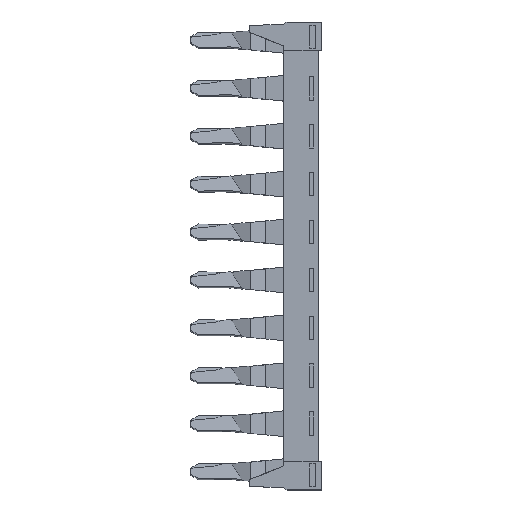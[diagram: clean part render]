
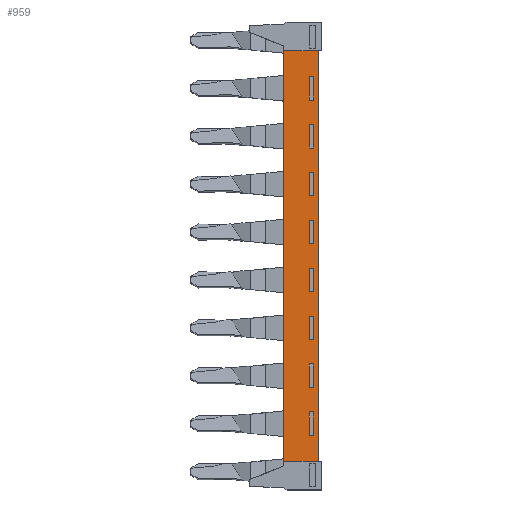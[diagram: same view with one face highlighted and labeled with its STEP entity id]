
A CAD part, top view. The second image highlights one B-rep face of the part: STEP entity #959.
In plain terms, the highlighted planar face has unit normal (0, 0, 1).
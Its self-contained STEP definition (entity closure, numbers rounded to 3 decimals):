
#532=FACE_BOUND('',#3044,.T.);
#533=FACE_BOUND('',#3045,.T.);
#534=FACE_BOUND('',#3046,.T.);
#535=FACE_BOUND('',#3047,.T.);
#536=FACE_BOUND('',#3048,.T.);
#537=FACE_BOUND('',#3049,.T.);
#538=FACE_BOUND('',#3050,.T.);
#539=FACE_BOUND('',#3051,.T.);
#540=FACE_BOUND('',#3052,.T.);
#959=ADVANCED_FACE('',(#532,#533,#534,#535,#536,#537,#538,#539,#540),#1740,
 .T.);
#1740=PLANE('',#14421);
#3044=EDGE_LOOP('',(#4119,#4120,#4121,#4122));
#3045=EDGE_LOOP('',(#4123,#4124,#4125,#4126));
#3046=EDGE_LOOP('',(#4127,#4128,#4129,#4130));
#3047=EDGE_LOOP('',(#4131,#4132,#4133,#4134));
#3048=EDGE_LOOP('',(#4135,#4136,#4137,#4138));
#3049=EDGE_LOOP('',(#4139,#4140,#4141,#4142));
#3050=EDGE_LOOP('',(#4143,#4144,#4145,#4146));
#3051=EDGE_LOOP('',(#4147,#4148,#4149,#4150));
#3052=EDGE_LOOP('',(#4151,#4152,#4153,#4154));
#4119=ORIENTED_EDGE('',*,*,#9407,.F.);
#4120=ORIENTED_EDGE('',*,*,#9276,.F.);
#4121=ORIENTED_EDGE('',*,*,#9408,.T.);
#4122=ORIENTED_EDGE('',*,*,#9290,.T.);
#4123=ORIENTED_EDGE('',*,*,#9409,.F.);
#4124=ORIENTED_EDGE('',*,*,#9410,.F.);
#4125=ORIENTED_EDGE('',*,*,#9411,.F.);
#4126=ORIENTED_EDGE('',*,*,#9412,.F.);
#4127=ORIENTED_EDGE('',*,*,#9413,.F.);
#4128=ORIENTED_EDGE('',*,*,#9414,.F.);
#4129=ORIENTED_EDGE('',*,*,#9415,.F.);
#4130=ORIENTED_EDGE('',*,*,#9416,.F.);
#4131=ORIENTED_EDGE('',*,*,#9417,.F.);
#4132=ORIENTED_EDGE('',*,*,#9418,.F.);
#4133=ORIENTED_EDGE('',*,*,#9419,.F.);
#4134=ORIENTED_EDGE('',*,*,#9420,.F.);
#4135=ORIENTED_EDGE('',*,*,#9421,.F.);
#4136=ORIENTED_EDGE('',*,*,#9422,.F.);
#4137=ORIENTED_EDGE('',*,*,#9423,.F.);
#4138=ORIENTED_EDGE('',*,*,#9424,.F.);
#4139=ORIENTED_EDGE('',*,*,#9397,.T.);
#4140=ORIENTED_EDGE('',*,*,#9398,.T.);
#4141=ORIENTED_EDGE('',*,*,#9392,.T.);
#4142=ORIENTED_EDGE('',*,*,#9395,.T.);
#4143=ORIENTED_EDGE('',*,*,#9377,.T.);
#4144=ORIENTED_EDGE('',*,*,#9378,.T.);
#4145=ORIENTED_EDGE('',*,*,#9372,.T.);
#4146=ORIENTED_EDGE('',*,*,#9375,.T.);
#4147=ORIENTED_EDGE('',*,*,#9357,.T.);
#4148=ORIENTED_EDGE('',*,*,#9358,.T.);
#4149=ORIENTED_EDGE('',*,*,#9352,.T.);
#4150=ORIENTED_EDGE('',*,*,#9355,.T.);
#4151=ORIENTED_EDGE('',*,*,#9337,.T.);
#4152=ORIENTED_EDGE('',*,*,#9338,.T.);
#4153=ORIENTED_EDGE('',*,*,#9332,.T.);
#4154=ORIENTED_EDGE('',*,*,#9335,.T.);
#7963=VERTEX_POINT('',#18570);
#7964=VERTEX_POINT('',#18571);
#7971=VERTEX_POINT('',#18595);
#7973=VERTEX_POINT('',#18598);
#8011=VERTEX_POINT('',#18680);
#8012=VERTEX_POINT('',#18682);
#8013=VERTEX_POINT('',#18686);
#8014=VERTEX_POINT('',#18690);
#8023=VERTEX_POINT('',#18722);
#8024=VERTEX_POINT('',#18724);
#8025=VERTEX_POINT('',#18728);
#8026=VERTEX_POINT('',#18732);
#8035=VERTEX_POINT('',#18764);
#8036=VERTEX_POINT('',#18766);
#8037=VERTEX_POINT('',#18770);
#8038=VERTEX_POINT('',#18774);
#8047=VERTEX_POINT('',#18806);
#8048=VERTEX_POINT('',#18808);
#8049=VERTEX_POINT('',#18812);
#8050=VERTEX_POINT('',#18816);
#8055=VERTEX_POINT('',#18841);
#8056=VERTEX_POINT('',#18842);
#8057=VERTEX_POINT('',#18844);
#8058=VERTEX_POINT('',#18846);
#8059=VERTEX_POINT('',#18849);
#8060=VERTEX_POINT('',#18850);
#8061=VERTEX_POINT('',#18852);
#8062=VERTEX_POINT('',#18854);
#8063=VERTEX_POINT('',#18857);
#8064=VERTEX_POINT('',#18858);
#8065=VERTEX_POINT('',#18860);
#8066=VERTEX_POINT('',#18862);
#8067=VERTEX_POINT('',#18865);
#8068=VERTEX_POINT('',#18866);
#8069=VERTEX_POINT('',#18868);
#8070=VERTEX_POINT('',#18870);
#9276=EDGE_CURVE('',#7963,#7964,#11331,.T.);
#9290=EDGE_CURVE('',#7973,#7971,#11345,.T.);
#9332=EDGE_CURVE('',#8012,#8011,#11387,.T.);
#9335=EDGE_CURVE('',#8011,#8013,#11390,.T.);
#9337=EDGE_CURVE('',#8013,#8014,#11392,.T.);
#9338=EDGE_CURVE('',#8014,#8012,#11393,.T.);
#9352=EDGE_CURVE('',#8024,#8023,#11407,.T.);
#9355=EDGE_CURVE('',#8023,#8025,#11410,.T.);
#9357=EDGE_CURVE('',#8025,#8026,#11412,.T.);
#9358=EDGE_CURVE('',#8026,#8024,#11413,.T.);
#9372=EDGE_CURVE('',#8036,#8035,#11427,.T.);
#9375=EDGE_CURVE('',#8035,#8037,#11430,.T.);
#9377=EDGE_CURVE('',#8037,#8038,#11432,.T.);
#9378=EDGE_CURVE('',#8038,#8036,#11433,.T.);
#9392=EDGE_CURVE('',#8048,#8047,#11447,.T.);
#9395=EDGE_CURVE('',#8047,#8049,#11450,.T.);
#9397=EDGE_CURVE('',#8049,#8050,#11452,.T.);
#9398=EDGE_CURVE('',#8050,#8048,#11453,.T.);
#9407=EDGE_CURVE('',#7964,#7971,#11462,.T.);
#9408=EDGE_CURVE('',#7963,#7973,#11463,.T.);
#9409=EDGE_CURVE('',#8055,#8056,#11464,.T.);
#9410=EDGE_CURVE('',#8057,#8055,#11465,.T.);
#9411=EDGE_CURVE('',#8058,#8057,#11466,.T.);
#9412=EDGE_CURVE('',#8056,#8058,#11467,.T.);
#9413=EDGE_CURVE('',#8059,#8060,#11468,.T.);
#9414=EDGE_CURVE('',#8061,#8059,#11469,.T.);
#9415=EDGE_CURVE('',#8062,#8061,#11470,.T.);
#9416=EDGE_CURVE('',#8060,#8062,#11471,.T.);
#9417=EDGE_CURVE('',#8063,#8064,#11472,.T.);
#9418=EDGE_CURVE('',#8065,#8063,#11473,.T.);
#9419=EDGE_CURVE('',#8066,#8065,#11474,.T.);
#9420=EDGE_CURVE('',#8064,#8066,#11475,.T.);
#9421=EDGE_CURVE('',#8067,#8068,#11476,.T.);
#9422=EDGE_CURVE('',#8069,#8067,#11477,.T.);
#9423=EDGE_CURVE('',#8070,#8069,#11478,.T.);
#9424=EDGE_CURVE('',#8068,#8070,#11479,.T.);
#11331=LINE('',#18569,#12884);
#11345=LINE('',#18597,#12898);
#11387=LINE('',#18681,#12940);
#11390=LINE('',#18687,#12943);
#11392=LINE('',#18691,#12945);
#11393=LINE('',#18693,#12946);
#11407=LINE('',#18723,#12960);
#11410=LINE('',#18729,#12963);
#11412=LINE('',#18733,#12965);
#11413=LINE('',#18735,#12966);
#11427=LINE('',#18765,#12980);
#11430=LINE('',#18771,#12983);
#11432=LINE('',#18775,#12985);
#11433=LINE('',#18777,#12986);
#11447=LINE('',#18807,#13000);
#11450=LINE('',#18813,#13003);
#11452=LINE('',#18817,#13005);
#11453=LINE('',#18819,#13006);
#11462=LINE('',#18838,#13015);
#11463=LINE('',#18839,#13016);
#11464=LINE('',#18840,#13017);
#11465=LINE('',#18843,#13018);
#11466=LINE('',#18845,#13019);
#11467=LINE('',#18847,#13020);
#11468=LINE('',#18848,#13021);
#11469=LINE('',#18851,#13022);
#11470=LINE('',#18853,#13023);
#11471=LINE('',#18855,#13024);
#11472=LINE('',#18856,#13025);
#11473=LINE('',#18859,#13026);
#11474=LINE('',#18861,#13027);
#11475=LINE('',#18863,#13028);
#11476=LINE('',#18864,#13029);
#11477=LINE('',#18867,#13030);
#11478=LINE('',#18869,#13031);
#11479=LINE('',#18871,#13032);
#12884=VECTOR('',#15293,1.);
#12898=VECTOR('',#15315,1.);
#12940=VECTOR('',#15363,1.);
#12943=VECTOR('',#15368,1.);
#12945=VECTOR('',#15372,1.);
#12946=VECTOR('',#15375,1.);
#12960=VECTOR('',#15403,1.);
#12963=VECTOR('',#15408,1.);
#12965=VECTOR('',#15412,1.);
#12966=VECTOR('',#15415,1.);
#12980=VECTOR('',#15443,1.);
#12983=VECTOR('',#15448,1.);
#12985=VECTOR('',#15452,1.);
#12986=VECTOR('',#15455,1.);
#13000=VECTOR('',#15483,1.);
#13003=VECTOR('',#15488,1.);
#13005=VECTOR('',#15492,1.);
#13006=VECTOR('',#15495,1.);
#13015=VECTOR('',#15516,1.);
#13016=VECTOR('',#15517,1.);
#13017=VECTOR('',#15518,1.);
#13018=VECTOR('',#15519,1.);
#13019=VECTOR('',#15520,1.);
#13020=VECTOR('',#15521,1.);
#13021=VECTOR('',#15522,1.);
#13022=VECTOR('',#15523,1.);
#13023=VECTOR('',#15524,1.);
#13024=VECTOR('',#15525,1.);
#13025=VECTOR('',#15526,1.);
#13026=VECTOR('',#15527,1.);
#13027=VECTOR('',#15528,1.);
#13028=VECTOR('',#15529,1.);
#13029=VECTOR('',#15530,1.);
#13030=VECTOR('',#15531,1.);
#13031=VECTOR('',#15532,1.);
#13032=VECTOR('',#15533,1.);
#14421=AXIS2_PLACEMENT_3D('',#18872,#15534,#15535);
#15293=DIRECTION('',(0.,1.,0.));
#15315=DIRECTION('',(0.,1.,0.));
#15363=DIRECTION('',(0.,-1.,0.));
#15368=DIRECTION('',(-1.,0.,0.));
#15372=DIRECTION('',(0.,1.,0.));
#15375=DIRECTION('',(1.,0.,0.));
#15403=DIRECTION('',(0.,-1.,0.));
#15408=DIRECTION('',(-1.,0.,0.));
#15412=DIRECTION('',(0.,1.,0.));
#15415=DIRECTION('',(1.,0.,0.));
#15443=DIRECTION('',(0.,-1.,0.));
#15448=DIRECTION('',(-1.,0.,0.));
#15452=DIRECTION('',(0.,1.,0.));
#15455=DIRECTION('',(1.,0.,0.));
#15483=DIRECTION('',(0.,-1.,0.));
#15488=DIRECTION('',(-1.,0.,0.));
#15492=DIRECTION('',(0.,1.,0.));
#15495=DIRECTION('',(1.,0.,0.));
#15516=DIRECTION('',(1.,0.,0.));
#15517=DIRECTION('',(1.,0.,0.));
#15518=DIRECTION('',(0.,-1.,0.));
#15519=DIRECTION('',(-1.,0.,0.));
#15520=DIRECTION('',(0.,1.,0.));
#15521=DIRECTION('',(1.,0.,0.));
#15522=DIRECTION('',(0.,-1.,0.));
#15523=DIRECTION('',(-1.,0.,0.));
#15524=DIRECTION('',(0.,1.,0.));
#15525=DIRECTION('',(1.,0.,0.));
#15526=DIRECTION('',(0.,-1.,0.));
#15527=DIRECTION('',(-1.,0.,0.));
#15528=DIRECTION('',(0.,1.,0.));
#15529=DIRECTION('',(1.,0.,0.));
#15530=DIRECTION('',(0.,-1.,0.));
#15531=DIRECTION('',(-1.,0.,0.));
#15532=DIRECTION('',(0.,1.,0.));
#15533=DIRECTION('',(1.,0.,0.));
#15534=DIRECTION('',(0.,0.,1.));
#15535=DIRECTION('',(-1.,0.,0.));
#18569=CARTESIAN_POINT('',(-5.5,-155.22,1.4));
#18570=CARTESIAN_POINT('',(-5.5,-34.7,1.4));
#18571=CARTESIAN_POINT('',(-5.5,34.7,1.4));
#18595=CARTESIAN_POINT('',(0.4,34.7,1.4));
#18597=CARTESIAN_POINT('',(0.4,-6.35,1.4));
#18598=CARTESIAN_POINT('',(0.4,-34.7,1.4));
#18680=CARTESIAN_POINT('',(-0.5,-6.05,1.4));
#18681=CARTESIAN_POINT('',(-0.5,-2.05,1.4));
#18682=CARTESIAN_POINT('',(-0.5,-2.05,1.4));
#18686=CARTESIAN_POINT('',(-1.2,-6.05,1.4));
#18687=CARTESIAN_POINT('',(-0.1,-6.05,1.4));
#18690=CARTESIAN_POINT('',(-1.2,-2.05,1.4));
#18691=CARTESIAN_POINT('',(-1.2,-6.05,1.4));
#18693=CARTESIAN_POINT('',(-0.8,-2.05,1.4));
#18722=CARTESIAN_POINT('',(-0.5,-14.15,1.4));
#18723=CARTESIAN_POINT('',(-0.5,-10.15,1.4));
#18724=CARTESIAN_POINT('',(-0.5,-10.15,1.4));
#18728=CARTESIAN_POINT('',(-1.2,-14.15,1.4));
#18729=CARTESIAN_POINT('',(-0.1,-14.15,1.4));
#18732=CARTESIAN_POINT('',(-1.2,-10.15,1.4));
#18733=CARTESIAN_POINT('',(-1.2,-14.15,1.4));
#18735=CARTESIAN_POINT('',(-0.8,-10.15,1.4));
#18764=CARTESIAN_POINT('',(-0.5,-22.25,1.4));
#18765=CARTESIAN_POINT('',(-0.5,-18.25,1.4));
#18766=CARTESIAN_POINT('',(-0.5,-18.25,1.4));
#18770=CARTESIAN_POINT('',(-1.2,-22.25,1.4));
#18771=CARTESIAN_POINT('',(-0.1,-22.25,1.4));
#18774=CARTESIAN_POINT('',(-1.2,-18.25,1.4));
#18775=CARTESIAN_POINT('',(-1.2,-22.25,1.4));
#18777=CARTESIAN_POINT('',(-0.8,-18.25,1.4));
#18806=CARTESIAN_POINT('',(-0.5,-30.35,1.4));
#18807=CARTESIAN_POINT('',(-0.5,-26.35,1.4));
#18808=CARTESIAN_POINT('',(-0.5,-26.35,1.4));
#18812=CARTESIAN_POINT('',(-1.2,-30.35,1.4));
#18813=CARTESIAN_POINT('',(-0.1,-30.35,1.4));
#18816=CARTESIAN_POINT('',(-1.2,-26.35,1.4));
#18817=CARTESIAN_POINT('',(-1.2,-30.35,1.4));
#18819=CARTESIAN_POINT('',(-0.8,-26.35,1.4));
#18838=CARTESIAN_POINT('',(0.4,34.7,1.4));
#18839=CARTESIAN_POINT('',(0.4,-34.7,1.4));
#18840=CARTESIAN_POINT('',(-1.2,30.35,1.4));
#18841=CARTESIAN_POINT('',(-1.2,30.35,1.4));
#18842=CARTESIAN_POINT('',(-1.2,26.35,1.4));
#18843=CARTESIAN_POINT('',(-0.1,30.35,1.4));
#18844=CARTESIAN_POINT('',(-0.5,30.35,1.4));
#18845=CARTESIAN_POINT('',(-0.5,26.35,1.4));
#18846=CARTESIAN_POINT('',(-0.5,26.35,1.4));
#18847=CARTESIAN_POINT('',(-0.8,26.35,1.4));
#18848=CARTESIAN_POINT('',(-1.2,22.25,1.4));
#18849=CARTESIAN_POINT('',(-1.2,22.25,1.4));
#18850=CARTESIAN_POINT('',(-1.2,18.25,1.4));
#18851=CARTESIAN_POINT('',(-0.1,22.25,1.4));
#18852=CARTESIAN_POINT('',(-0.5,22.25,1.4));
#18853=CARTESIAN_POINT('',(-0.5,18.25,1.4));
#18854=CARTESIAN_POINT('',(-0.5,18.25,1.4));
#18855=CARTESIAN_POINT('',(-0.8,18.25,1.4));
#18856=CARTESIAN_POINT('',(-1.2,14.15,1.4));
#18857=CARTESIAN_POINT('',(-1.2,14.15,1.4));
#18858=CARTESIAN_POINT('',(-1.2,10.15,1.4));
#18859=CARTESIAN_POINT('',(-0.1,14.15,1.4));
#18860=CARTESIAN_POINT('',(-0.5,14.15,1.4));
#18861=CARTESIAN_POINT('',(-0.5,10.15,1.4));
#18862=CARTESIAN_POINT('',(-0.5,10.15,1.4));
#18863=CARTESIAN_POINT('',(-0.8,10.15,1.4));
#18864=CARTESIAN_POINT('',(-1.2,6.05,1.4));
#18865=CARTESIAN_POINT('',(-1.2,6.05,1.4));
#18866=CARTESIAN_POINT('',(-1.2,2.05,1.4));
#18867=CARTESIAN_POINT('',(-0.1,6.05,1.4));
#18868=CARTESIAN_POINT('',(-0.5,6.05,1.4));
#18869=CARTESIAN_POINT('',(-0.5,2.05,1.4));
#18870=CARTESIAN_POINT('',(-0.5,2.05,1.4));
#18871=CARTESIAN_POINT('',(-0.8,2.05,1.4));
#18872=CARTESIAN_POINT('',(0.4,18.08,1.4));
